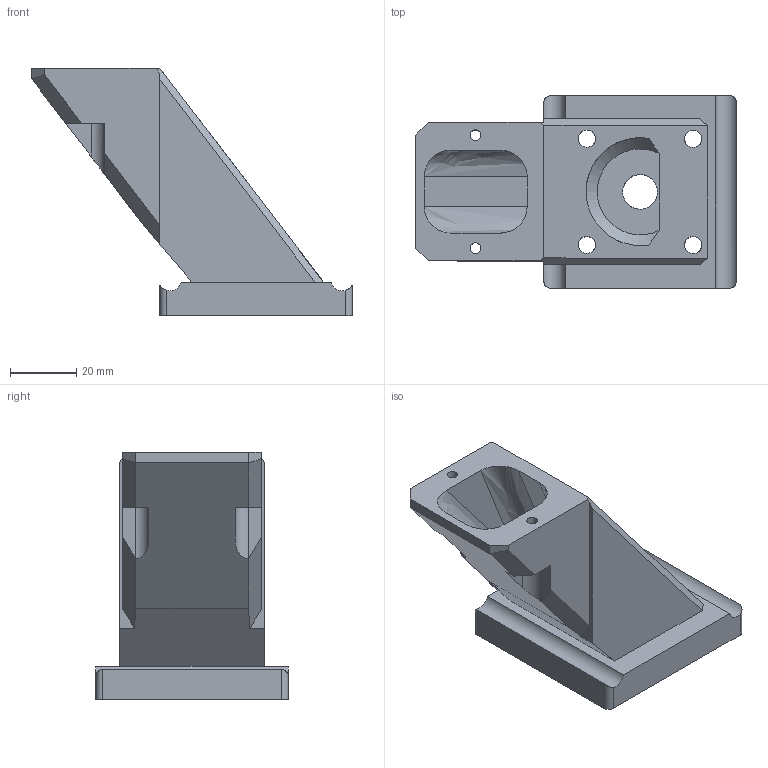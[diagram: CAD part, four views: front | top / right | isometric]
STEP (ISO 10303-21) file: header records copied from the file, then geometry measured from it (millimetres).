
FILE_DESCRIPTION(('Open CASCADE Model'),'2;1');
FILE_NAME('Open CASCADE Shape Model','2023-05-15T17:54:40',('Author'),( 'Open CASCADE'),'Open CASCADE STEP processor 7.7','Open CASCADE 7.7' ,'Unknown');
FILE_SCHEMA(('AUTOMOTIVE_DESIGN { 1 0 10303 214 1 1 1 1 }'));
Length unit declared in the file: millimetre
Products named in the file (1): Open CASCADE STEP translator 7.7 1
Bounding box: 96.66 x 58 x 74.54 mm (x, y, z)
Volume: 97208 mm3; surface area: 30074 mm2
Topology: 1 solids, 1 shells, 74 faces, 198 edges, 131 vertices
Faces by surface type: plane 45, cylinder 23, bspline 4, cone 2
Full cylindrical faces by diameter (mm): 3.2 x2, 3.9 x4, 5.2 x4, 10.5 x1
Entity records: 6359 total; most frequent: CARTESIAN_POINT 2485, DIRECTION 684, ORIENTED_EDGE 396, PCURVE 396, DEFINITIONAL_REPRESENTATION 396, LINE 392, VECTOR 392, EDGE_CURVE 198
